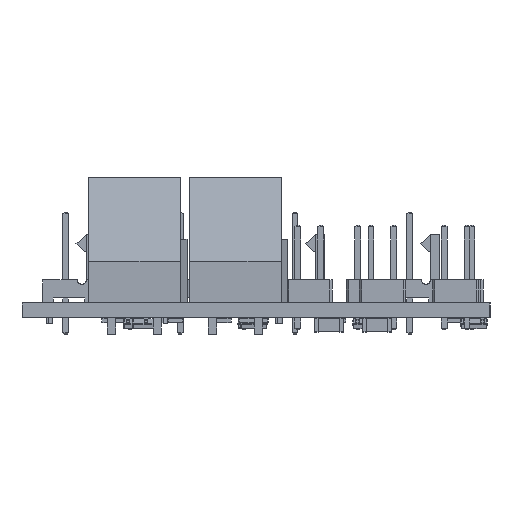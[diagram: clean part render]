
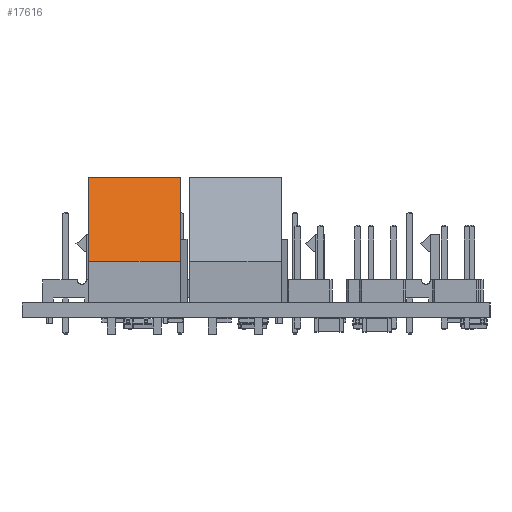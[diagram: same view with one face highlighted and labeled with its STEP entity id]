
A CAD part, left-side view. The second image highlights one B-rep face of the part: STEP entity #17616.
In plain terms, the highlighted free-form (B-spline) face has degree [1, 1] with [2, 2] control points.
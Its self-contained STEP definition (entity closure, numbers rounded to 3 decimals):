
#17138 = B_SPLINE_SURFACE_WITH_KNOTS('',1,1,(
    (#17139,#17140)
    ,(#17141,#17142
    )),.UNSPECIFIED.,.F.,.F.,.F.,(2,2),(2,2),(-6.9,6.9),(-4.9
    ,4.9),.PIECEWISE_BEZIER_KNOTS.);
#17139 = CARTESIAN_POINT('',(-2.54,5.2,0.));
#17140 = CARTESIAN_POINT('',(-2.54,-4.6,0.));
#17141 = CARTESIAN_POINT('',(-2.54,5.2,13.8));
#17142 = CARTESIAN_POINT('',(-2.54,-4.6,13.8));
#17331 = VERTEX_POINT('',#17332);
#17332 = CARTESIAN_POINT('',(-2.54,5.2,4.57));
#17344 = B_SPLINE_SURFACE_WITH_KNOTS('',1,1,(
    (#17345,#17346)
    ,(#17347,#17348
    )),.UNSPECIFIED.,.F.,.F.,.F.,(2,2),(2,2),(0.,4.57),(-10.16,0.),
  .PIECEWISE_BEZIER_KNOTS.);
#17345 = CARTESIAN_POINT('',(7.62,5.2,0.));
#17346 = CARTESIAN_POINT('',(-2.54,5.2,0.));
#17347 = CARTESIAN_POINT('',(7.62,5.2,4.57));
#17348 = CARTESIAN_POINT('',(-2.54,5.2,4.57));
#17355 = EDGE_CURVE('',#17356,#17331,#17358,.T.);
#17356 = VERTEX_POINT('',#17357);
#17357 = CARTESIAN_POINT('',(-2.54,2.2,13.8));
#17358 = SURFACE_CURVE('',#17359,(#17362,#17368),.PCURVE_S1.);
#17359 = B_SPLINE_CURVE_WITH_KNOTS('',1,(#17360,#17361),.UNSPECIFIED.,
  .F.,.F.,(2,2),(0.,9.705),.PIECEWISE_BEZIER_KNOTS.);
#17360 = CARTESIAN_POINT('',(-2.54,2.2,13.8));
#17361 = CARTESIAN_POINT('',(-2.54,5.2,4.57));
#17362 = PCURVE('',#17138,#17363);
#17363 = DEFINITIONAL_REPRESENTATION('',(#17364),#17367);
#17364 = B_SPLINE_CURVE_WITH_KNOTS('',1,(#17365,#17366),.UNSPECIFIED.,
  .F.,.F.,(2,2),(0.,9.705),.PIECEWISE_BEZIER_KNOTS.);
#17365 = CARTESIAN_POINT('',(6.9,-1.9));
#17366 = CARTESIAN_POINT('',(-2.33,-4.9));
#17367 = ( GEOMETRIC_REPRESENTATION_CONTEXT(2) 
PARAMETRIC_REPRESENTATION_CONTEXT() REPRESENTATION_CONTEXT('2D SPACE',''
  ) );
#17368 = PCURVE('',#17369,#17374);
#17369 = B_SPLINE_SURFACE_WITH_KNOTS('',1,1,(
    (#17370,#17371)
    ,(#17372,#17373
    )),.UNSPECIFIED.,.F.,.F.,.F.,(2,2),(2,2),(0.,9.705),(-10.16
    ,0.),.PIECEWISE_BEZIER_KNOTS.);
#17370 = CARTESIAN_POINT('',(7.62,2.2,13.8));
#17371 = CARTESIAN_POINT('',(-2.54,2.2,13.8));
#17372 = CARTESIAN_POINT('',(7.62,5.2,4.57));
#17373 = CARTESIAN_POINT('',(-2.54,5.2,4.57));
#17374 = DEFINITIONAL_REPRESENTATION('',(#17375),#17378);
#17375 = B_SPLINE_CURVE_WITH_KNOTS('',1,(#17376,#17377),.UNSPECIFIED.,
  .F.,.F.,(2,2),(0.,9.705),.PIECEWISE_BEZIER_KNOTS.);
#17376 = CARTESIAN_POINT('',(0.,0.));
#17377 = CARTESIAN_POINT('',(9.705,0.));
#17378 = ( GEOMETRIC_REPRESENTATION_CONTEXT(2) 
PARAMETRIC_REPRESENTATION_CONTEXT() REPRESENTATION_CONTEXT('2D SPACE',''
  ) );
#17392 = B_SPLINE_SURFACE_WITH_KNOTS('',1,1,(
    (#17393,#17394)
    ,(#17395,#17396
    )),.UNSPECIFIED.,.F.,.F.,.F.,(2,2),(2,2),(3.,7.8),(-10.16,0.),
  .PIECEWISE_BEZIER_KNOTS.);
#17393 = CARTESIAN_POINT('',(7.62,2.2,13.8));
#17394 = CARTESIAN_POINT('',(-2.54,2.2,13.8));
#17395 = CARTESIAN_POINT('',(7.62,-2.6,13.8));
#17396 = CARTESIAN_POINT('',(-2.54,-2.6,13.8));
#17440 = B_SPLINE_SURFACE_WITH_KNOTS('',1,1,(
    (#17441,#17442)
    ,(#17443,#17444
    )),.UNSPECIFIED.,.F.,.F.,.F.,(2,2),(2,2),(-6.9,6.9),(-4.9
    ,4.9),.PIECEWISE_BEZIER_KNOTS.);
#17441 = CARTESIAN_POINT('',(7.62,5.2,0.));
#17442 = CARTESIAN_POINT('',(7.62,-4.6,0.));
#17443 = CARTESIAN_POINT('',(7.62,5.2,13.8));
#17444 = CARTESIAN_POINT('',(7.62,-4.6,13.8));
#17474 = EDGE_CURVE('',#17356,#17475,#17477,.T.);
#17475 = VERTEX_POINT('',#17476);
#17476 = CARTESIAN_POINT('',(7.62,2.2,13.8));
#17477 = SURFACE_CURVE('',#17478,(#17481,#17487),.PCURVE_S1.);
#17478 = B_SPLINE_CURVE_WITH_KNOTS('',1,(#17479,#17480),.UNSPECIFIED.,
  .F.,.F.,(2,2),(0.,10.16),.PIECEWISE_BEZIER_KNOTS.);
#17479 = CARTESIAN_POINT('',(-2.54,2.2,13.8));
#17480 = CARTESIAN_POINT('',(7.62,2.2,13.8));
#17481 = PCURVE('',#17392,#17482);
#17482 = DEFINITIONAL_REPRESENTATION('',(#17483),#17486);
#17483 = B_SPLINE_CURVE_WITH_KNOTS('',1,(#17484,#17485),.UNSPECIFIED.,
  .F.,.F.,(2,2),(0.,10.16),.PIECEWISE_BEZIER_KNOTS.);
#17484 = CARTESIAN_POINT('',(3.,0.));
#17485 = CARTESIAN_POINT('',(3.,-10.16));
#17486 = ( GEOMETRIC_REPRESENTATION_CONTEXT(2) 
PARAMETRIC_REPRESENTATION_CONTEXT() REPRESENTATION_CONTEXT('2D SPACE',''
  ) );
#17487 = PCURVE('',#17369,#17488);
#17488 = DEFINITIONAL_REPRESENTATION('',(#17489),#17492);
#17489 = B_SPLINE_CURVE_WITH_KNOTS('',1,(#17490,#17491),.UNSPECIFIED.,
  .F.,.F.,(2,2),(0.,10.16),.PIECEWISE_BEZIER_KNOTS.);
#17490 = CARTESIAN_POINT('',(0.,0.));
#17491 = CARTESIAN_POINT('',(0.,-10.16));
#17492 = ( GEOMETRIC_REPRESENTATION_CONTEXT(2) 
PARAMETRIC_REPRESENTATION_CONTEXT() REPRESENTATION_CONTEXT('2D SPACE',''
  ) );
#17616 = ADVANCED_FACE('',(#17617),#17369,.T.);
#17617 = FACE_BOUND('',#17618,.T.);
#17618 = EDGE_LOOP('',(#17619,#17620,#17640,#17658));
#17619 = ORIENTED_EDGE('',*,*,#17474,.T.);
#17620 = ORIENTED_EDGE('',*,*,#17621,.T.);
#17621 = EDGE_CURVE('',#17475,#17622,#17624,.T.);
#17622 = VERTEX_POINT('',#17623);
#17623 = CARTESIAN_POINT('',(7.62,5.2,4.57));
#17624 = SURFACE_CURVE('',#17625,(#17628,#17634),.PCURVE_S1.);
#17625 = B_SPLINE_CURVE_WITH_KNOTS('',1,(#17626,#17627),.UNSPECIFIED.,
  .F.,.F.,(2,2),(0.,9.705),.PIECEWISE_BEZIER_KNOTS.);
#17626 = CARTESIAN_POINT('',(7.62,2.2,13.8));
#17627 = CARTESIAN_POINT('',(7.62,5.2,4.57));
#17628 = PCURVE('',#17369,#17629);
#17629 = DEFINITIONAL_REPRESENTATION('',(#17630),#17633);
#17630 = B_SPLINE_CURVE_WITH_KNOTS('',1,(#17631,#17632),.UNSPECIFIED.,
  .F.,.F.,(2,2),(0.,9.705),.PIECEWISE_BEZIER_KNOTS.);
#17631 = CARTESIAN_POINT('',(0.,-10.16));
#17632 = CARTESIAN_POINT('',(9.705,-10.16));
#17633 = ( GEOMETRIC_REPRESENTATION_CONTEXT(2) 
PARAMETRIC_REPRESENTATION_CONTEXT() REPRESENTATION_CONTEXT('2D SPACE',''
  ) );
#17634 = PCURVE('',#17440,#17635);
#17635 = DEFINITIONAL_REPRESENTATION('',(#17636),#17639);
#17636 = B_SPLINE_CURVE_WITH_KNOTS('',1,(#17637,#17638),.UNSPECIFIED.,
  .F.,.F.,(2,2),(0.,9.705),.PIECEWISE_BEZIER_KNOTS.);
#17637 = CARTESIAN_POINT('',(6.9,-1.9));
#17638 = CARTESIAN_POINT('',(-2.33,-4.9));
#17639 = ( GEOMETRIC_REPRESENTATION_CONTEXT(2) 
PARAMETRIC_REPRESENTATION_CONTEXT() REPRESENTATION_CONTEXT('2D SPACE',''
  ) );
#17640 = ORIENTED_EDGE('',*,*,#17641,.F.);
#17641 = EDGE_CURVE('',#17331,#17622,#17642,.T.);
#17642 = SURFACE_CURVE('',#17643,(#17646,#17652),.PCURVE_S1.);
#17643 = B_SPLINE_CURVE_WITH_KNOTS('',1,(#17644,#17645),.UNSPECIFIED.,
  .F.,.F.,(2,2),(0.,10.16),.PIECEWISE_BEZIER_KNOTS.);
#17644 = CARTESIAN_POINT('',(-2.54,5.2,4.57));
#17645 = CARTESIAN_POINT('',(7.62,5.2,4.57));
#17646 = PCURVE('',#17369,#17647);
#17647 = DEFINITIONAL_REPRESENTATION('',(#17648),#17651);
#17648 = B_SPLINE_CURVE_WITH_KNOTS('',1,(#17649,#17650),.UNSPECIFIED.,
  .F.,.F.,(2,2),(0.,10.16),.PIECEWISE_BEZIER_KNOTS.);
#17649 = CARTESIAN_POINT('',(9.705,0.));
#17650 = CARTESIAN_POINT('',(9.705,-10.16));
#17651 = ( GEOMETRIC_REPRESENTATION_CONTEXT(2) 
PARAMETRIC_REPRESENTATION_CONTEXT() REPRESENTATION_CONTEXT('2D SPACE',''
  ) );
#17652 = PCURVE('',#17344,#17653);
#17653 = DEFINITIONAL_REPRESENTATION('',(#17654),#17657);
#17654 = B_SPLINE_CURVE_WITH_KNOTS('',1,(#17655,#17656),.UNSPECIFIED.,
  .F.,.F.,(2,2),(0.,10.16),.PIECEWISE_BEZIER_KNOTS.);
#17655 = CARTESIAN_POINT('',(4.57,0.));
#17656 = CARTESIAN_POINT('',(4.57,-10.16));
#17657 = ( GEOMETRIC_REPRESENTATION_CONTEXT(2) 
PARAMETRIC_REPRESENTATION_CONTEXT() REPRESENTATION_CONTEXT('2D SPACE',''
  ) );
#17658 = ORIENTED_EDGE('',*,*,#17355,.F.);
